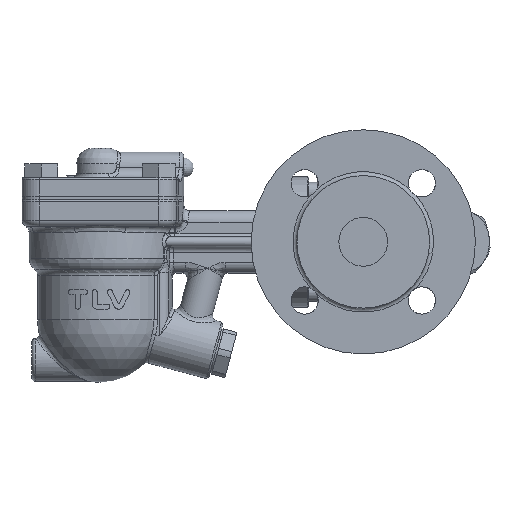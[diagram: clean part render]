
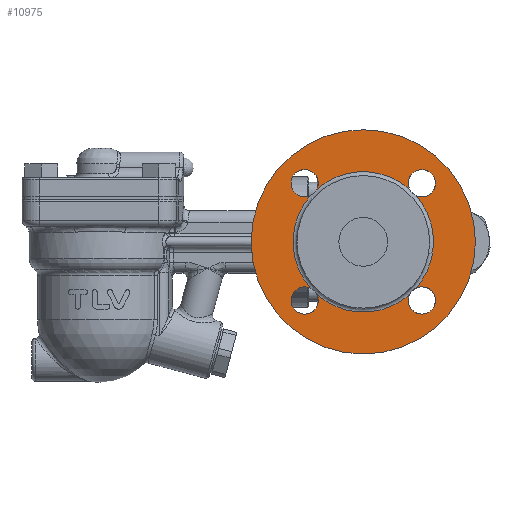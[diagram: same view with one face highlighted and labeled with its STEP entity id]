
A CAD part, front view. The second image highlights one B-rep face of the part: STEP entity #10975.
In plain terms, the highlighted planar face has unit normal (0, -1, 0).
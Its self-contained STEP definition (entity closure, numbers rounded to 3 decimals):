
#822=FACE_BOUND('',#1948,.T.);
#892=PLANE('',#11853);
#1227=FACE_OUTER_BOUND('',#1947,.T.);
#1947=EDGE_LOOP('',(#7661));
#1948=EDGE_LOOP('',(#7662,#7663,#7664,#7665,#7666,#7667,#7668,#7669,#7670,
#7671,#7672,#7673,#7674));
#3896=CIRCLE('',#11814,57.5);
#3897=CIRCLE('',#11816,36.);
#3898=CIRCLE('',#11817,36.);
#3899=CIRCLE('',#11818,36.);
#3903=CIRCLE('',#11822,36.);
#3904=CIRCLE('',#11823,36.);
#3916=CIRCLE('',#11840,7.);
#3917=CIRCLE('',#11841,7.);
#3918=CIRCLE('',#11843,7.);
#3919=CIRCLE('',#11844,7.);
#3920=CIRCLE('',#11846,7.);
#3921=CIRCLE('',#11847,7.);
#3922=CIRCLE('',#11849,7.);
#3923=CIRCLE('',#11850,7.);
#4620=VERTEX_POINT('',#16974);
#4621=VERTEX_POINT('',#16978);
#4622=VERTEX_POINT('',#16979);
#4623=VERTEX_POINT('',#16992);
#4624=VERTEX_POINT('',#16994);
#4625=VERTEX_POINT('',#17007);
#4626=VERTEX_POINT('',#17009);
#4627=VERTEX_POINT('',#17022);
#4630=VERTEX_POINT('',#17029);
#4631=VERTEX_POINT('',#17031);
#4642=VERTEX_POINT('',#17073);
#4643=VERTEX_POINT('',#17078);
#4644=VERTEX_POINT('',#17083);
#4645=VERTEX_POINT('',#17088);
#5735=EDGE_CURVE('',#4620,#4620,#3896,.T.);
#5737=EDGE_CURVE('',#4621,#4623,#3897,.T.);
#5739=EDGE_CURVE('',#4624,#4625,#3898,.T.);
#5741=EDGE_CURVE('',#4626,#4627,#3899,.T.);
#5745=EDGE_CURVE('',#4627,#4630,#3903,.T.);
#5747=EDGE_CURVE('',#4631,#4622,#3904,.T.);
#5762=EDGE_CURVE('',#4624,#4642,#3916,.T.);
#5763=EDGE_CURVE('',#4642,#4623,#3917,.T.);
#5765=EDGE_CURVE('',#4626,#4643,#3918,.T.);
#5766=EDGE_CURVE('',#4643,#4625,#3919,.T.);
#5768=EDGE_CURVE('',#4631,#4644,#3920,.T.);
#5769=EDGE_CURVE('',#4644,#4630,#3921,.T.);
#5771=EDGE_CURVE('',#4621,#4645,#3922,.T.);
#5772=EDGE_CURVE('',#4645,#4622,#3923,.T.);
#7661=ORIENTED_EDGE('',*,*,#5735,.F.);
#7662=ORIENTED_EDGE('',*,*,#5747,.F.);
#7663=ORIENTED_EDGE('',*,*,#5768,.T.);
#7664=ORIENTED_EDGE('',*,*,#5769,.T.);
#7665=ORIENTED_EDGE('',*,*,#5745,.F.);
#7666=ORIENTED_EDGE('',*,*,#5741,.F.);
#7667=ORIENTED_EDGE('',*,*,#5765,.T.);
#7668=ORIENTED_EDGE('',*,*,#5766,.T.);
#7669=ORIENTED_EDGE('',*,*,#5739,.F.);
#7670=ORIENTED_EDGE('',*,*,#5762,.T.);
#7671=ORIENTED_EDGE('',*,*,#5763,.T.);
#7672=ORIENTED_EDGE('',*,*,#5737,.F.);
#7673=ORIENTED_EDGE('',*,*,#5771,.T.);
#7674=ORIENTED_EDGE('',*,*,#5772,.T.);
#10975=ADVANCED_FACE('',(#1227,#822),#892,.T.);
#11814=AXIS2_PLACEMENT_3D('',#16976,#13412,#13413);
#11816=AXIS2_PLACEMENT_3D('',#16993,#13416,#13417);
#11817=AXIS2_PLACEMENT_3D('',#17008,#13418,#13419);
#11818=AXIS2_PLACEMENT_3D('',#17023,#13420,#13421);
#11822=AXIS2_PLACEMENT_3D('',#17030,#13428,#13429);
#11823=AXIS2_PLACEMENT_3D('',#17044,#13430,#13431);
#11840=AXIS2_PLACEMENT_3D('',#17075,#13467,#13468);
#11841=AXIS2_PLACEMENT_3D('',#17076,#13469,#13470);
#11843=AXIS2_PLACEMENT_3D('',#17080,#13474,#13475);
#11844=AXIS2_PLACEMENT_3D('',#17081,#13476,#13477);
#11846=AXIS2_PLACEMENT_3D('',#17085,#13481,#13482);
#11847=AXIS2_PLACEMENT_3D('',#17086,#13483,#13484);
#11849=AXIS2_PLACEMENT_3D('',#17090,#13488,#13489);
#11850=AXIS2_PLACEMENT_3D('',#17091,#13490,#13491);
#11853=AXIS2_PLACEMENT_3D('',#17096,#13497,#13498);
#13412=DIRECTION('center_axis',(0.,1.,0.));
#13413=DIRECTION('ref_axis',(1.,0.,0.));
#13416=DIRECTION('center_axis',(0.,-1.,0.));
#13417=DIRECTION('ref_axis',(1.,0.,0.));
#13418=DIRECTION('center_axis',(0.,-1.,0.));
#13419=DIRECTION('ref_axis',(1.,0.,0.));
#13420=DIRECTION('center_axis',(0.,-1.,0.));
#13421=DIRECTION('ref_axis',(1.,0.,0.));
#13428=DIRECTION('center_axis',(0.,-1.,0.));
#13429=DIRECTION('ref_axis',(1.,0.,0.));
#13430=DIRECTION('center_axis',(0.,-1.,0.));
#13431=DIRECTION('ref_axis',(1.,0.,0.));
#13467=DIRECTION('center_axis',(0.,1.,0.));
#13468=DIRECTION('ref_axis',(0.,0.,
1.));
#13469=DIRECTION('center_axis',(0.,1.,0.));
#13470=DIRECTION('ref_axis',(0.,0.,
1.));
#13474=DIRECTION('center_axis',(0.,1.,0.));
#13475=DIRECTION('ref_axis',(-1.,0.,0.));
#13476=DIRECTION('center_axis',(0.,1.,0.));
#13477=DIRECTION('ref_axis',(-1.,0.,0.));
#13481=DIRECTION('center_axis',(0.,1.,0.));
#13482=DIRECTION('ref_axis',(0.,0.,
-1.));
#13483=DIRECTION('center_axis',(0.,1.,0.));
#13484=DIRECTION('ref_axis',(0.,0.,
-1.));
#13488=DIRECTION('center_axis',(0.,1.,0.));
#13489=DIRECTION('ref_axis',(1.,0.,0.));
#13490=DIRECTION('center_axis',(0.,1.,0.));
#13491=DIRECTION('ref_axis',(1.,0.,0.));
#13497=DIRECTION('center_axis',(0.,-1.,0.));
#13498=DIRECTION('ref_axis',(-1.,0.,0.));
#16974=CARTESIAN_POINT('',(25.842,-77.915,12.));
#16976=CARTESIAN_POINT('Origin',(83.342,-77.915,12.));
#16978=CARTESIAN_POINT('',(56.252,-77.915,35.71));
#16979=CARTESIAN_POINT('',(59.632,-77.915,39.09));
#16992=CARTESIAN_POINT('',(56.252,-77.915,-11.71));
#16993=CARTESIAN_POINT('Origin',(83.342,-77.915,12.));
#16994=CARTESIAN_POINT('',(59.632,-77.915,-15.09));
#17007=CARTESIAN_POINT('',(107.052,-77.915,-15.09));
#17008=CARTESIAN_POINT('Origin',(83.342,-77.915,12.));
#17009=CARTESIAN_POINT('',(110.431,-77.915,-11.71));
#17022=CARTESIAN_POINT('',(119.342,-77.915,12.));
#17023=CARTESIAN_POINT('Origin',(83.342,-77.915,12.));
#17029=CARTESIAN_POINT('',(110.431,-77.915,35.71));
#17030=CARTESIAN_POINT('Origin',(83.342,-77.915,12.));
#17031=CARTESIAN_POINT('',(107.052,-77.915,39.09));
#17044=CARTESIAN_POINT('Origin',(83.342,-77.915,12.));
#17073=CARTESIAN_POINT('',(53.29,-77.915,-25.052));
#17075=CARTESIAN_POINT('Origin',(53.29,-77.915,-18.052));
#17076=CARTESIAN_POINT('Origin',(53.29,-77.915,-18.052));
#17078=CARTESIAN_POINT('',(120.394,-77.915,-18.052));
#17080=CARTESIAN_POINT('Origin',(113.394,-77.915,-18.052));
#17081=CARTESIAN_POINT('Origin',(113.394,-77.915,-18.052));
#17083=CARTESIAN_POINT('',(113.394,-77.915,49.052));
#17085=CARTESIAN_POINT('Origin',(113.394,-77.915,42.052));
#17086=CARTESIAN_POINT('Origin',(113.394,-77.915,42.052));
#17088=CARTESIAN_POINT('',(46.29,-77.915,42.052));
#17090=CARTESIAN_POINT('Origin',(53.29,-77.915,42.052));
#17091=CARTESIAN_POINT('Origin',(53.29,-77.915,42.052));
#17096=CARTESIAN_POINT('Origin',(83.342,-77.915,12.));
